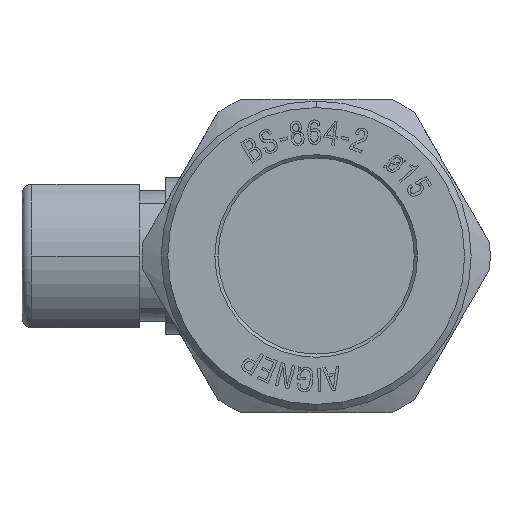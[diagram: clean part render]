
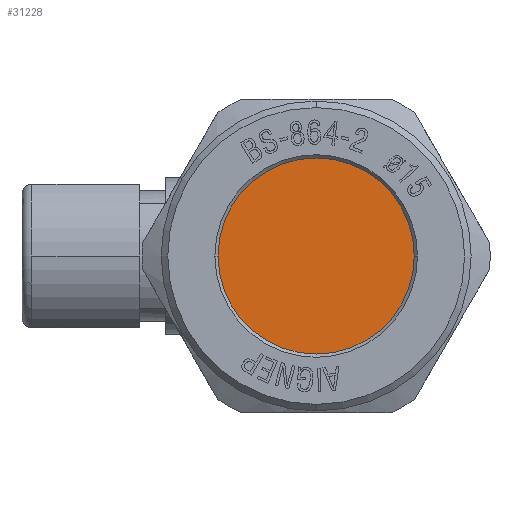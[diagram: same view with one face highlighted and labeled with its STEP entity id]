
A CAD part, left-side view. The second image highlights one B-rep face of the part: STEP entity #31228.
In plain terms, the highlighted planar face has unit normal (-1, 0, 0).
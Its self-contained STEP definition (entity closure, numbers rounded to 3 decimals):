
#6701 = EDGE_CURVE ( 'NONE', #11348, #11347, #61259, .T. ) ;
#7047 = ORIENTED_EDGE ( 'NONE', *, *, #6701, .F. ) ;
#7048 = ORIENTED_EDGE ( 'NONE', *, *, #64543, .F. ) ;
#11347 = VERTEX_POINT ( 'NONE', #35094 ) ;
#11348 = VERTEX_POINT ( 'NONE', #35098 ) ;
#13306 = PLANE ( 'NONE',  #57594 ) ;
#13309 = CARTESIAN_POINT ( 'NONE',  ( -26.801, 0., 0. ) ) ;
#13319 = DIRECTION ( 'NONE',  ( -1., 0., 0. ) ) ;
#13321 = DIRECTION ( 'NONE',  ( 0., -1., 0. ) ) ;
#24356 = CIRCLE ( 'NONE', #53895, 7.519 ) ;
#25086 = CARTESIAN_POINT ( 'NONE',  ( -26.801, 0., 0. ) ) ;
#25087 = DIRECTION ( 'NONE',  ( 1., 0., 0. ) ) ;
#25088 = DIRECTION ( 'NONE',  ( 0., -1., 0. ) ) ;
#31228 = ADVANCED_FACE ( 'NONE', ( #55146 ), #13306, .T. ) ;
#33058 = CARTESIAN_POINT ( 'NONE',  ( -26.801, 0., 0. ) ) ;
#33059 = DIRECTION ( 'NONE',  ( 1., 0., 0. ) ) ;
#33060 = DIRECTION ( 'NONE',  ( 0., -1., 0. ) ) ;
#35094 = CARTESIAN_POINT ( 'NONE',  ( -26.801, -7.519, 0. ) ) ;
#35098 = CARTESIAN_POINT ( 'NONE',  ( -26.801, 7.519, 0. ) ) ;
#38201 = EDGE_LOOP ( 'NONE', ( #7047, #7048 ) ) ;
#53895 = AXIS2_PLACEMENT_3D ( 'NONE', #25086, #25087, #25088 ) ;
#55146 = FACE_OUTER_BOUND ( 'NONE', #38201, .T. ) ;
#57594 = AXIS2_PLACEMENT_3D ( 'NONE', #13309, #13319, #13321 ) ;
#60673 = AXIS2_PLACEMENT_3D ( 'NONE', #33058, #33059, #33060 ) ;
#61259 = CIRCLE ( 'NONE', #60673, 7.519 ) ;
#64543 = EDGE_CURVE ( 'NONE', #11347, #11348, #24356, .T. ) ;
